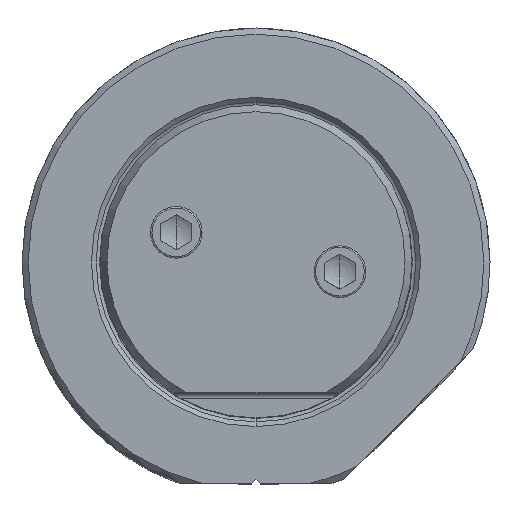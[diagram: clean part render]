
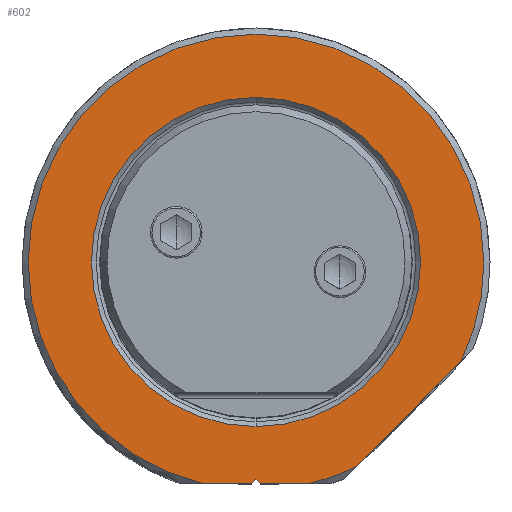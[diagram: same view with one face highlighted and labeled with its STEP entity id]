
A CAD part, top view. The second image highlights one B-rep face of the part: STEP entity #602.
In plain terms, the highlighted planar face has unit normal (0, 0, 1).
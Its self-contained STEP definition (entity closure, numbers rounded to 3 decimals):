
#121=PLANE('',#5586);
#602=ADVANCED_FACE('',(#906,#907),#121,.T.);
#906=FACE_BOUND('',#1020,.T.);
#907=FACE_BOUND('',#1021,.T.);
#1020=EDGE_LOOP('',(#2724,#2725,#2726,#2727,#2728,#2729,#2730,#2731,#2732));
#1021=EDGE_LOOP('',(#2733,#2734));
#1360=LINE('',#10411,#1661);
#1363=LINE('',#10437,#1664);
#1364=LINE('',#10439,#1665);
#1365=LINE('',#10441,#1666);
#1366=LINE('',#10443,#1667);
#1661=VECTOR('',#6495,1.);
#1664=VECTOR('',#6514,1.);
#1665=VECTOR('',#6515,1.);
#1666=VECTOR('',#6516,1.);
#1667=VECTOR('',#6517,1.);
#1931=CIRCLE('',#5579,18.55);
#1932=CIRCLE('',#5581,18.55);
#1933=CIRCLE('',#5582,18.55);
#1934=CIRCLE('',#5583,18.55);
#1935=CIRCLE('',#5584,13.4);
#1936=CIRCLE('',#5585,13.4);
#2724=ORIENTED_EDGE('',*,*,#4588,.T.);
#2725=ORIENTED_EDGE('',*,*,#4582,.T.);
#2726=ORIENTED_EDGE('',*,*,#4589,.T.);
#2727=ORIENTED_EDGE('',*,*,#4590,.T.);
#2728=ORIENTED_EDGE('',*,*,#4591,.T.);
#2729=ORIENTED_EDGE('',*,*,#4592,.F.);
#2730=ORIENTED_EDGE('',*,*,#4593,.T.);
#2731=ORIENTED_EDGE('',*,*,#4594,.T.);
#2732=ORIENTED_EDGE('',*,*,#4595,.F.);
#2733=ORIENTED_EDGE('',*,*,#4596,.T.);
#2734=ORIENTED_EDGE('',*,*,#4597,.T.);
#3958=VERTEX_POINT('',#10410);
#3959=VERTEX_POINT('',#10412);
#3962=VERTEX_POINT('',#10428);
#3963=VERTEX_POINT('',#10432);
#3964=VERTEX_POINT('',#10434);
#3965=VERTEX_POINT('',#10436);
#3966=VERTEX_POINT('',#10438);
#3967=VERTEX_POINT('',#10440);
#3968=VERTEX_POINT('',#10442);
#3969=VERTEX_POINT('',#10445);
#3970=VERTEX_POINT('',#10446);
#4582=EDGE_CURVE('',#3959,#3958,#1360,.T.);
#4588=EDGE_CURVE('',#3962,#3959,#1931,.T.);
#4589=EDGE_CURVE('',#3958,#3963,#1932,.T.);
#4590=EDGE_CURVE('',#3963,#3964,#1933,.T.);
#4591=EDGE_CURVE('',#3964,#3965,#1934,.T.);
#4592=EDGE_CURVE('',#3966,#3965,#1363,.T.);
#4593=EDGE_CURVE('',#3966,#3967,#1364,.T.);
#4594=EDGE_CURVE('',#3967,#3968,#1365,.T.);
#4595=EDGE_CURVE('',#3962,#3968,#1366,.T.);
#4596=EDGE_CURVE('',#3969,#3970,#1935,.T.);
#4597=EDGE_CURVE('',#3970,#3969,#1936,.T.);
#5579=AXIS2_PLACEMENT_3D('',#10429,#6504,#6505);
#5581=AXIS2_PLACEMENT_3D('',#10431,#6508,#6509);
#5582=AXIS2_PLACEMENT_3D('',#10433,#6510,#6511);
#5583=AXIS2_PLACEMENT_3D('',#10435,#6512,#6513);
#5584=AXIS2_PLACEMENT_3D('',#10444,#6518,#6519);
#5585=AXIS2_PLACEMENT_3D('',#10447,#6520,#6521);
#5586=AXIS2_PLACEMENT_3D('',#10448,#6522,#6523);
#6495=DIRECTION('',(0.705,0.709,0.));
#6504=DIRECTION('',(0.,0.,1.));
#6505=DIRECTION('',(0.231,-0.973,0.));
#6508=DIRECTION('',(0.,0.,1.));
#6509=DIRECTION('',(0.899,-0.438,0.));
#6510=DIRECTION('',(0.,0.,1.));
#6511=DIRECTION('',(1.,0.,0.));
#6512=DIRECTION('',(0.,0.,1.));
#6513=DIRECTION('',(-1.,0.,0.));
#6514=DIRECTION('',(-1.,0.,0.));
#6515=DIRECTION('',(0.707,0.707,0.));
#6516=DIRECTION('',(0.707,-0.707,0.));
#6517=DIRECTION('',(-1.,0.,0.));
#6518=DIRECTION('',(0.,0.,-1.));
#6519=DIRECTION('',(0.,1.,0.));
#6520=DIRECTION('',(0.,0.,-1.));
#6521=DIRECTION('',(0.,-1.,0.));
#6522=DIRECTION('',(0.,0.,1.));
#6523=DIRECTION('',(0.,1.,0.));
#10410=CARTESIAN_POINT('',(16.677,-8.123,0.));
#10411=CARTESIAN_POINT('',(8.199,-16.64,0.));
#10412=CARTESIAN_POINT('',(8.199,-16.64,0.));
#10428=CARTESIAN_POINT('',(4.278,-18.05,0.));
#10429=CARTESIAN_POINT('',(0.,0.,0.));
#10431=CARTESIAN_POINT('',(0.,0.,0.));
#10432=CARTESIAN_POINT('',(18.55,0.,0.));
#10433=CARTESIAN_POINT('',(0.,0.,0.));
#10434=CARTESIAN_POINT('',(-18.55,0.,0.));
#10435=CARTESIAN_POINT('',(0.,0.,0.));
#10436=CARTESIAN_POINT('',(-4.278,-18.05,0.));
#10437=CARTESIAN_POINT('',(-3.222,-18.05,0.));
#10438=CARTESIAN_POINT('',(-0.354,-18.05,0.));
#10439=CARTESIAN_POINT('',(-0.354,-18.05,0.));
#10440=CARTESIAN_POINT('',(0.,-17.696,0.));
#10441=CARTESIAN_POINT('',(0.,-17.696,0.));
#10442=CARTESIAN_POINT('',(0.354,-18.05,0.));
#10443=CARTESIAN_POINT('',(4.278,-18.05,0.));
#10444=CARTESIAN_POINT('',(0.,0.,0.));
#10445=CARTESIAN_POINT('',(0.,13.4,0.));
#10446=CARTESIAN_POINT('',(0.,-13.4,0.));
#10447=CARTESIAN_POINT('',(0.,0.,0.));
#10448=CARTESIAN_POINT('',(0.,0.25,0.));
